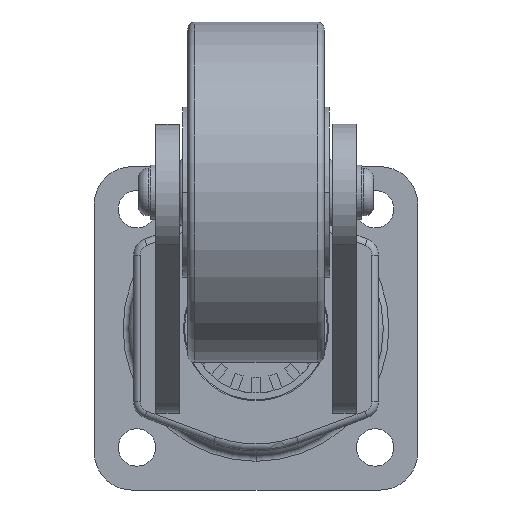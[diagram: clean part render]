
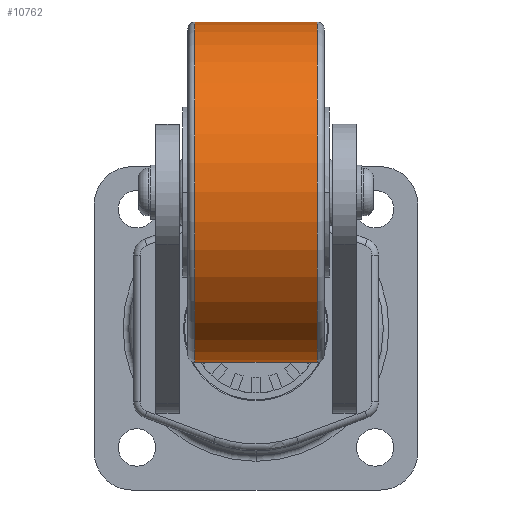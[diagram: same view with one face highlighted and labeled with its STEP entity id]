
A CAD part, front view. The second image highlights one B-rep face of the part: STEP entity #10762.
In plain terms, the highlighted cylindrical face has radius 50 mm (diameter 100 mm), a partial arc.
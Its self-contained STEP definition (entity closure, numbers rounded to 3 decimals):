
#1993 = EDGE_LOOP ( 'NONE', ( #44308, #44900, #16217, #15665 ) ) ;
#2026 = EDGE_CURVE ( 'NONE', #16966, #30077, #3761, .T. ) ;
#2671 = DIRECTION ( 'NONE',  ( 0., 0., -1. ) ) ;
#3761 = CIRCLE ( 'NONE', #8913, 50. ) ;
#4455 = CARTESIAN_POINT ( 'NONE',  ( 18., -55.65, -10. ) ) ;
#5091 = CARTESIAN_POINT ( 'NONE',  ( 42.335, -55.65, 90. ) ) ;
#5742 = EDGE_CURVE ( 'NONE', #11438, #16966, #47474, .T. ) ;
#8913 = AXIS2_PLACEMENT_3D ( 'NONE', #19697, #19534, #19216 ) ;
#10762 = ADVANCED_FACE ( 'NONE', ( #45495 ), #25975, .T. ) ;
#11438 = VERTEX_POINT ( 'NONE', #15067 ) ;
#15067 = CARTESIAN_POINT ( 'NONE',  ( -18., -55.65, -10. ) ) ;
#15147 = CIRCLE ( 'NONE', #32928, 50. ) ;
#15665 = ORIENTED_EDGE ( 'NONE', *, *, #2026, .T. ) ;
#15852 = AXIS2_PLACEMENT_3D ( 'NONE', #46430, #28268, #2671 ) ;
#16217 = ORIENTED_EDGE ( 'NONE', *, *, #5742, .T. ) ;
#16966 = VERTEX_POINT ( 'NONE', #4455 ) ;
#19216 = DIRECTION ( 'NONE',  ( 0., 0., 1. ) ) ;
#19534 = DIRECTION ( 'NONE',  ( -1., 0., 0. ) ) ;
#19697 = CARTESIAN_POINT ( 'NONE',  ( 18., -55.65, 40. ) ) ;
#19797 = DIRECTION ( 'NONE',  ( 1., 0., 0. ) ) ;
#20237 = CARTESIAN_POINT ( 'NONE',  ( -18., -55.65, 90. ) ) ;
#21564 = DIRECTION ( 'NONE',  ( 1., 0., 0. ) ) ;
#21761 = CARTESIAN_POINT ( 'NONE',  ( 18., -55.65, 90. ) ) ;
#25975 = CYLINDRICAL_SURFACE ( 'NONE', #15852, 50. ) ;
#26846 = CARTESIAN_POINT ( 'NONE',  ( 42.335, -55.65, -10. ) ) ;
#28268 = DIRECTION ( 'NONE',  ( 1., 0., 0. ) ) ;
#30077 = VERTEX_POINT ( 'NONE', #21761 ) ;
#32297 = VECTOR ( 'NONE', #19797, 1000. ) ;
#32928 = AXIS2_PLACEMENT_3D ( 'NONE', #43509, #21564, #47184 ) ;
#33487 = LINE ( 'NONE', #5091, #32297 ) ;
#34349 = EDGE_CURVE ( 'NONE', #40553, #30077, #33487, .T. ) ;
#37758 = VECTOR ( 'NONE', #41603, 1000. ) ;
#40553 = VERTEX_POINT ( 'NONE', #20237 ) ;
#41603 = DIRECTION ( 'NONE',  ( 1., 0., 0. ) ) ;
#43509 = CARTESIAN_POINT ( 'NONE',  ( -18., -55.65, 40. ) ) ;
#43695 = EDGE_CURVE ( 'NONE', #40553, #11438, #15147, .T. ) ;
#44308 = ORIENTED_EDGE ( 'NONE', *, *, #34349, .F. ) ;
#44900 = ORIENTED_EDGE ( 'NONE', *, *, #43695, .T. ) ;
#45495 = FACE_OUTER_BOUND ( 'NONE', #1993, .T. ) ;
#46430 = CARTESIAN_POINT ( 'NONE',  ( 42.335, -55.65, 40. ) ) ;
#47184 = DIRECTION ( 'NONE',  ( 0., 0., -1. ) ) ;
#47474 = LINE ( 'NONE', #26846, #37758 ) ;
